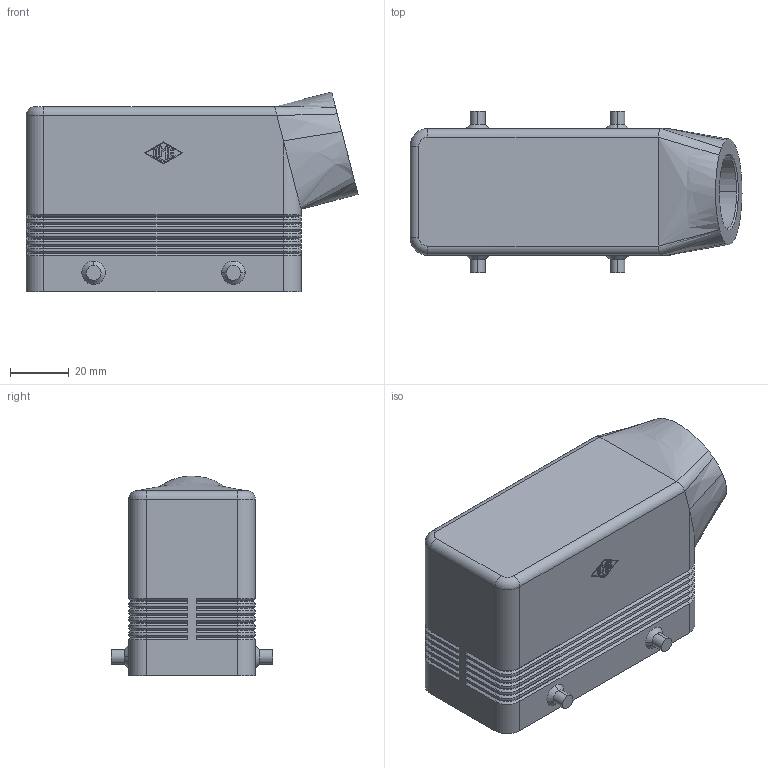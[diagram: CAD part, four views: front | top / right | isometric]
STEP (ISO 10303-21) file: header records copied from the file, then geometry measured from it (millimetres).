
FILE_DESCRIPTION(('Creo Elements/Direct Modeling STEP Export'),'2;1');
FILE_NAME('0ln7uvk49a6pc0p4008','2017-02-20T13:37:32',(''),(''),'PTC Creo Elements/Direct Modeling STEP processor for AP214 (Solid Model)','PTC Creo Elements/Direct Modeling 19.0E 27-Jun-2016 (C) Parametric Technology GmbH','');
FILE_SCHEMA(('AUTOMOTIVE_DESIGN { 1 0 10303 214 1 1 1 1 }'));
Length unit declared in the file: millimetre
Products named in the file (1): MHOE_16.25M
Bounding box: 112.86 x 55 x 67.96 mm (x, y, z)
Volume: 82301.6 mm3; surface area: 43140.4 mm2
Topology: 1 solids, 1 shells, 408 faces, 966 edges, 570 vertices
Faces by surface type: plane 223, cylinder 107, cone 66, bspline 8, torus 4
Entity records: 15111 total; most frequent: CARTESIAN_POINT 2573, ORIENTED_EDGE 1916, DIRECTION 1913, EDGE_CURVE 958, VECTOR 699, LINE 699, AXIS2_PLACEMENT_3D 607, VERTEX_POINT 570
